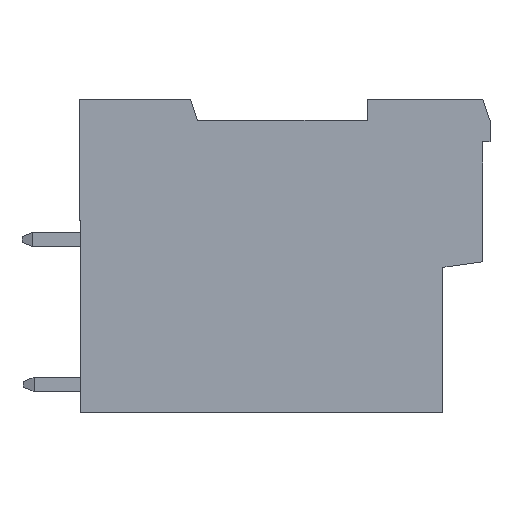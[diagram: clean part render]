
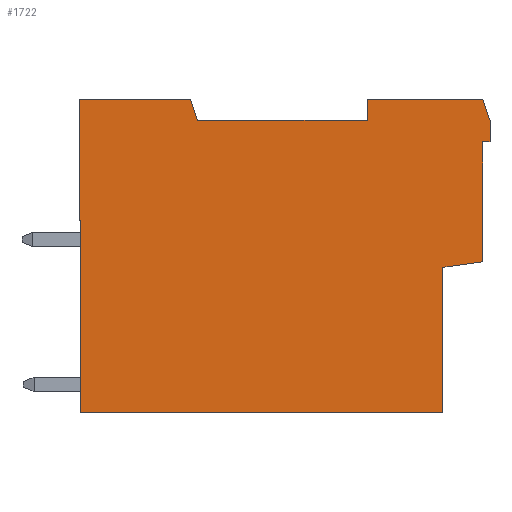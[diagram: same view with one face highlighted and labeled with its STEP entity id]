
A CAD part, left-side view. The second image highlights one B-rep face of the part: STEP entity #1722.
In plain terms, the highlighted planar face has unit normal (-1, 0, 0).
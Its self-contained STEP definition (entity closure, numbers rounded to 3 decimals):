
#1722 = ADVANCED_FACE( '', ( #3712 ), #3713, .T. );
#3712 = FACE_OUTER_BOUND( '', #6000, .T. );
#3713 = PLANE( '', #6001 );
#6000 = EDGE_LOOP( '', ( #10819, #10820, #10821, #10822, #10823, #10824, #10825, #10826, #10827, #10828, #10829, #10830, #10831, #10832, #10833 ) );
#6001 = AXIS2_PLACEMENT_3D( '', #10834, #10835, #10836 );
#10819 = ORIENTED_EDGE( '', *, *, #15929, .T. );
#10820 = ORIENTED_EDGE( '', *, *, #15930, .F. );
#10821 = ORIENTED_EDGE( '', *, *, #15017, .T. );
#10822 = ORIENTED_EDGE( '', *, *, #14692, .T. );
#10823 = ORIENTED_EDGE( '', *, *, #15931, .T. );
#10824 = ORIENTED_EDGE( '', *, *, #14325, .T. );
#10825 = ORIENTED_EDGE( '', *, *, #15932, .T. );
#10826 = ORIENTED_EDGE( '', *, *, #15644, .T. );
#10827 = ORIENTED_EDGE( '', *, *, #14311, .T. );
#10828 = ORIENTED_EDGE( '', *, *, #15933, .T. );
#10829 = ORIENTED_EDGE( '', *, *, #15934, .T. );
#10830 = ORIENTED_EDGE( '', *, *, #15935, .T. );
#10831 = ORIENTED_EDGE( '', *, *, #14507, .T. );
#10832 = ORIENTED_EDGE( '', *, *, #15936, .T. );
#10833 = ORIENTED_EDGE( '', *, *, #15606, .T. );
#10834 = CARTESIAN_POINT( '', ( -16.24, 0., 0. ) );
#10835 = DIRECTION( '', ( -1., 0., 0. ) );
#10836 = DIRECTION( '', ( 0., 0., 1. ) );
#14311 = EDGE_CURVE( '', #17334, #17332, #17335, .T. );
#14325 = EDGE_CURVE( '', #17358, #17356, #17359, .T. );
#14507 = EDGE_CURVE( '', #17671, #17669, #17672, .T. );
#14692 = EDGE_CURVE( '', #17980, #17978, #17981, .T. );
#15017 = EDGE_CURVE( '', #18527, #17980, #18528, .T. );
#15606 = EDGE_CURVE( '', #19419, #19417, #19420, .T. );
#15644 = EDGE_CURVE( '', #19472, #17334, #19473, .T. );
#15929 = EDGE_CURVE( '', #19417, #19871, #19872, .T. );
#15930 = EDGE_CURVE( '', #18527, #19871, #19873, .T. );
#15931 = EDGE_CURVE( '', #17978, #17358, #19874, .T. );
#15932 = EDGE_CURVE( '', #17356, #19472, #19875, .T. );
#15933 = EDGE_CURVE( '', #17332, #19876, #19877, .F. );
#15934 = EDGE_CURVE( '', #19876, #19878, #19879, .T. );
#15935 = EDGE_CURVE( '', #19878, #17671, #19880, .T. );
#15936 = EDGE_CURVE( '', #17669, #19419, #19881, .F. );
#17332 = VERTEX_POINT( '', #21681 );
#17334 = VERTEX_POINT( '', #21684 );
#17335 = LINE( '', #21685, #21686 );
#17356 = VERTEX_POINT( '', #21716 );
#17358 = VERTEX_POINT( '', #21719 );
#17359 = LINE( '', #21720, #21721 );
#17669 = VERTEX_POINT( '', #22170 );
#17671 = VERTEX_POINT( '', #22173 );
#17672 = LINE( '', #22174, #22175 );
#17978 = VERTEX_POINT( '', #22608 );
#17980 = VERTEX_POINT( '', #22611 );
#17981 = LINE( '', #22612, #22613 );
#18527 = VERTEX_POINT( '', #23420 );
#18528 = LINE( '', #23421, #23422 );
#19417 = VERTEX_POINT( '', #24720 );
#19419 = VERTEX_POINT( '', #24723 );
#19420 = LINE( '', #24724, #24725 );
#19472 = VERTEX_POINT( '', #24802 );
#19473 = LINE( '', #24803, #24804 );
#19871 = VERTEX_POINT( '', #25407 );
#19872 = LINE( '', #25408, #25409 );
#19873 = LINE( '', #25410, #25411 );
#19874 = LINE( '', #25412, #25413 );
#19875 = LINE( '', #25414, #25415 );
#19876 = VERTEX_POINT( '', #25416 );
#19877 = LINE( '', #25417, #25418 );
#19878 = VERTEX_POINT( '', #25419 );
#19879 = LINE( '', #25420, #25421 );
#19880 = LINE( '', #25422, #25423 );
#19881 = LINE( '', #25424, #25425 );
#21681 = CARTESIAN_POINT( '', ( -16.24, -14.55, 9.5 ) );
#21684 = CARTESIAN_POINT( '', ( -16.24, -14.55, 8. ) );
#21685 = CARTESIAN_POINT( '', ( -16.24, -14.55, 8. ) );
#21686 = VECTOR( '', #27031, 1000. );
#21716 = CARTESIAN_POINT( '', ( -16.24, -14.05, -0.4 ) );
#21719 = CARTESIAN_POINT( '', ( -16.24, -11.25, -0.8 ) );
#21720 = CARTESIAN_POINT( '', ( -16.24, -11.25, -0.8 ) );
#21721 = VECTOR( '', #27042, 1000. );
#22170 = CARTESIAN_POINT( '', ( -16.24, 5.95, 9.5 ) );
#22173 = CARTESIAN_POINT( '', ( -16.24, -5.95, 9.5 ) );
#22174 = CARTESIAN_POINT( '', ( -16.24, -5.95, 9.5 ) );
#22175 = VECTOR( '', #27210, 1000. );
#22608 = CARTESIAN_POINT( '', ( -16.24, -11.25, -11. ) );
#22611 = CARTESIAN_POINT( '', ( -16.24, 14.15, -11. ) );
#22612 = CARTESIAN_POINT( '', ( -16.24, 14.25, -11. ) );
#22613 = VECTOR( '', #27390, 1000. );
#23420 = CARTESIAN_POINT( '', ( -16.24, 14.15, 2.5 ) );
#23421 = CARTESIAN_POINT( '', ( -16.24, 14.15, 2.5 ) );
#23422 = VECTOR( '', #27706, 1000. );
#24720 = CARTESIAN_POINT( '', ( -16.24, 14.25, 11. ) );
#24723 = CARTESIAN_POINT( '', ( -16.24, 6.45, 11. ) );
#24724 = CARTESIAN_POINT( '', ( -16.24, 5.95, 11. ) );
#24725 = VECTOR( '', #28225, 1000. );
#24802 = CARTESIAN_POINT( '', ( -16.24, -14.05, 8. ) );
#24803 = CARTESIAN_POINT( '', ( -16.24, -14.55, 8. ) );
#24804 = VECTOR( '', #28260, 1000. );
#25407 = CARTESIAN_POINT( '', ( -16.24, 14.25, 2.5 ) );
#25408 = CARTESIAN_POINT( '', ( -16.24, 14.25, 11. ) );
#25409 = VECTOR( '', #28508, 1000. );
#25410 = CARTESIAN_POINT( '', ( -16.24, 14.15, 2.5 ) );
#25411 = VECTOR( '', #28509, 1000. );
#25412 = CARTESIAN_POINT( '', ( -16.24, -11.25, -11. ) );
#25413 = VECTOR( '', #28510, 1000. );
#25414 = CARTESIAN_POINT( '', ( -16.24, -14.05, 8. ) );
#25415 = VECTOR( '', #28511, 1000. );
#25416 = CARTESIAN_POINT( '', ( -16.24, -14.05, 11. ) );
#25417 = CARTESIAN_POINT( '', ( -16.24, -15.945, 5.315 ) );
#25418 = VECTOR( '', #28512, 1000. );
#25419 = CARTESIAN_POINT( '', ( -16.24, -5.95, 11. ) );
#25420 = CARTESIAN_POINT( '', ( -16.24, -14.55, 11. ) );
#25421 = VECTOR( '', #28513, 1000. );
#25422 = CARTESIAN_POINT( '', ( -16.24, -5.95, 11. ) );
#25423 = VECTOR( '', #28514, 1000. );
#25424 = CARTESIAN_POINT( '', ( -16.24, 2.505, -0.835 ) );
#25425 = VECTOR( '', #28515, 1000. );
#27031 = DIRECTION( '', ( 0., 0., 1. ) );
#27042 = DIRECTION( '', ( 0., -0.99, 0.141 ) );
#27210 = DIRECTION( '', ( 0., 1., 0. ) );
#27390 = DIRECTION( '', ( 0., -1., 0. ) );
#27706 = DIRECTION( '', ( 0., 0., -1. ) );
#28225 = DIRECTION( '', ( 0., 1., 0. ) );
#28260 = DIRECTION( '', ( 0., -1., 0. ) );
#28508 = DIRECTION( '', ( 0., 0., -1. ) );
#28509 = DIRECTION( '', ( 0., 1., 0. ) );
#28510 = DIRECTION( '', ( 0., 0., 1. ) );
#28511 = DIRECTION( '', ( 0., 0., 1. ) );
#28512 = DIRECTION( '', ( 0., -0.316, -0.949 ) );
#28513 = DIRECTION( '', ( 0., 1., 0. ) );
#28514 = DIRECTION( '', ( 0., 0., -1. ) );
#28515 = DIRECTION( '', ( 0., -0.316, -0.949 ) );
